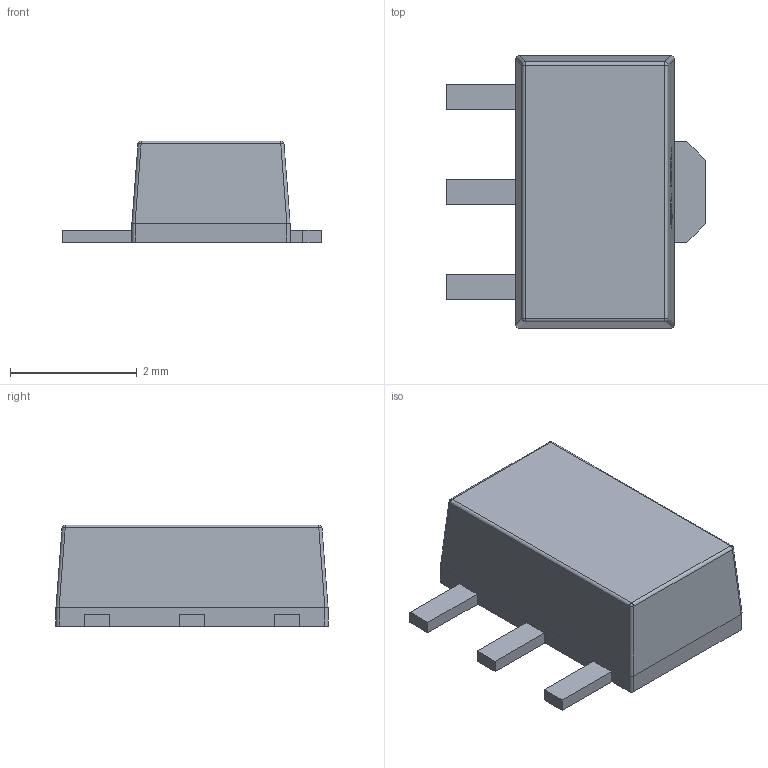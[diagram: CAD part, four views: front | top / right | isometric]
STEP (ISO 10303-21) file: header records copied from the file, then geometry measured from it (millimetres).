
FILE_DESCRIPTION (( 'STEP AP214' ), '1' );
FILE_NAME ('SOT-89-3_L4.3-W2.5-H1.6-LS4.1-P1.50.step', '2022-09-19T05:36:17', ( '' ), ( '' ), 'SwSTEP 2.0', 'SolidWorks 2020', '' );
FILE_SCHEMA (( 'AUTOMOTIVE_DESIGN' ));
Length unit declared in the file: millimetre
Products named in the file (1): SOT-89-3_L4.3-W2.5-H1.6-LS4.1-P1.50
Bounding box: 4.1 x 4.3 x 1.61 mm (x, y, z)
Volume: 16.8 mm3; surface area: 46.7 mm2
Topology: 1 solids, 1 shells, 278 faces, 759 edges, 502 vertices
Faces by surface type: plane 164, bspline 98, cylinder 12, sphere 4
Entity records: 9612 total; most frequent: CARTESIAN_POINT 2858, ORIENTED_EDGE 1518, DIRECTION 933, EDGE_CURVE 759, LINE 539, VECTOR 539, VERTEX_POINT 502, EDGE_LOOP 297
